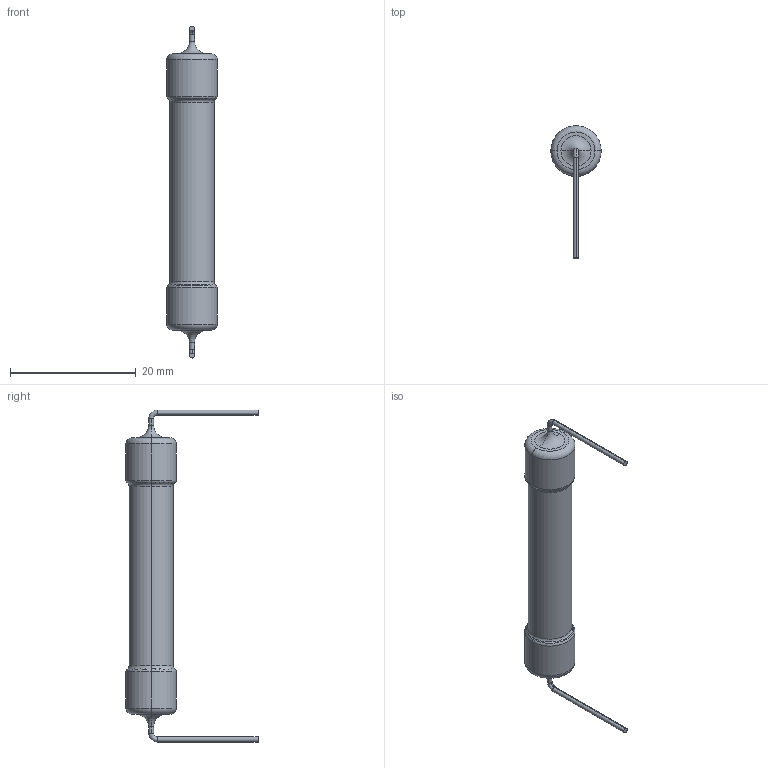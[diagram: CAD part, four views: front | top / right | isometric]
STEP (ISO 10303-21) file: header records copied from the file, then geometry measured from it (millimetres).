
FILE_DESCRIPTION (( 'STEP AP214' ), '1' );
FILE_NAME ('AC-10000005609(52mm).STEP', '2013-08-06T07:00:54', ( '' ), ( '' ), 'SwSTEP 2.0', 'SolidWorks 2011', '' );
FILE_SCHEMA (( 'AUTOMOTIVE_DESIGN' ));
Length unit declared in the file: millimetre
Products named in the file (1): AC-10000005609(52mm)
Bounding box: 8 x 21 x 52.8 mm (x, y, z)
Volume: 1883.6 mm3; surface area: 1201.2 mm2
Topology: 1 solids, 1 shells, 42 faces, 86 edges, 48 vertices
Faces by surface type: torus 20, cylinder 14, cone 4, plane 4
Entity records: 1148 total; most frequent: DIRECTION 240, CARTESIAN_POINT 177, ORIENTED_EDGE 172, AXIS2_PLACEMENT_3D 111, EDGE_CURVE 86, CIRCLE 68, VERTEX_POINT 48, EDGE_LOOP 44
